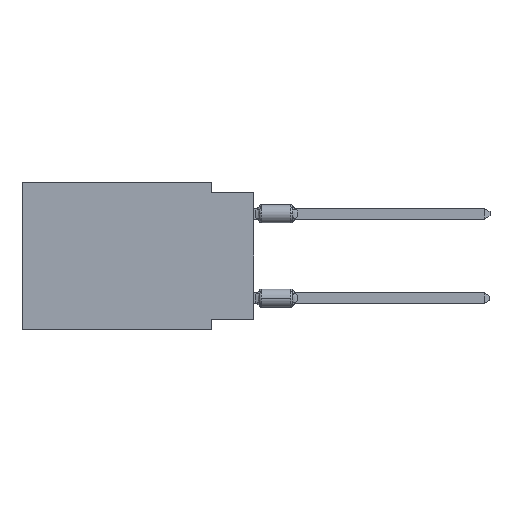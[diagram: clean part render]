
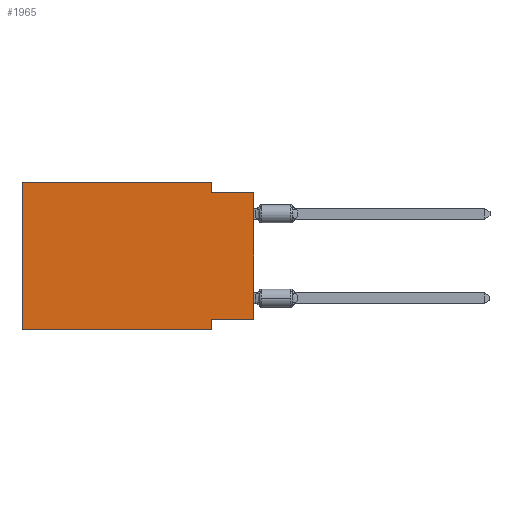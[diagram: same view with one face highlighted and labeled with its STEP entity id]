
A CAD part, left-side view. The second image highlights one B-rep face of the part: STEP entity #1965.
In plain terms, the highlighted planar face has unit normal (-1, 0, 0).
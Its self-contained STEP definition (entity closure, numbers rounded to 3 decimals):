
#246 = ORIENTED_EDGE ( 'NONE', *, *, #15601, .T. ) ;
#612 = LINE ( 'NONE', #10554, #4162 ) ;
#1554 = LINE ( 'NONE', #11766, #4617 ) ;
#1753 = VECTOR ( 'NONE', #15211, 1000. ) ;
#1900 = EDGE_CURVE ( 'NONE', #8525, #8752, #11311, .T. ) ;
#1965 = ADVANCED_FACE ( 'NONE', ( #15757 ), #10383, .F. ) ;
#2581 = CARTESIAN_POINT ( 'NONE',  ( 0., 0., -0.635 ) ) ;
#2587 = CARTESIAN_POINT ( 'NONE',  ( 0., 13.97, 0. ) ) ;
#3726 = CARTESIAN_POINT ( 'NONE',  ( 0., 0., 0. ) ) ;
#3845 = LINE ( 'NONE', #6544, #5001 ) ;
#4162 = VECTOR ( 'NONE', #6708, 1000. ) ;
#4617 = VECTOR ( 'NONE', #13263, 1000. ) ;
#4937 = VERTEX_POINT ( 'NONE', #10067 ) ;
#5001 = VECTOR ( 'NONE', #7883, 1000. ) ;
#5230 = ORIENTED_EDGE ( 'NONE', *, *, #15523, .F. ) ;
#5882 = LINE ( 'NONE', #16107, #11584 ) ;
#6001 = LINE ( 'NONE', #3726, #1753 ) ;
#6544 = CARTESIAN_POINT ( 'NONE',  ( 0., 2.54, -8.89 ) ) ;
#6573 = CARTESIAN_POINT ( 'NONE',  ( 0., 0., -8.255 ) ) ;
#6622 = CARTESIAN_POINT ( 'NONE',  ( 0., 13.97, 0. ) ) ;
#6708 = DIRECTION ( 'NONE',  ( 0., -1., 0. ) ) ;
#6914 = CARTESIAN_POINT ( 'NONE',  ( 0., 2.54, -8.255 ) ) ;
#6953 = DIRECTION ( 'NONE',  ( 1., 0., 0. ) ) ;
#7304 = VECTOR ( 'NONE', #7586, 1000. ) ;
#7381 = DIRECTION ( 'NONE',  ( 0., -1., 0. ) ) ;
#7586 = DIRECTION ( 'NONE',  ( 0., 1., 0. ) ) ;
#7697 = DIRECTION ( 'NONE',  ( 0., -1., 0. ) ) ;
#7713 = DIRECTION ( 'NONE',  ( 0., 0., -1. ) ) ;
#7883 = DIRECTION ( 'NONE',  ( 0., 0., -1. ) ) ;
#8509 = VERTEX_POINT ( 'NONE', #2581 ) ;
#8525 = VERTEX_POINT ( 'NONE', #11799 ) ;
#8752 = VERTEX_POINT ( 'NONE', #14537 ) ;
#8788 = EDGE_CURVE ( 'NONE', #8880, #8509, #6001, .T. ) ;
#8880 = VERTEX_POINT ( 'NONE', #6573 ) ;
#9549 = VECTOR ( 'NONE', #7713, 1000. ) ;
#9897 = EDGE_CURVE ( 'NONE', #8752, #8509, #612, .T. ) ;
#10052 = CARTESIAN_POINT ( 'NONE',  ( 0., 2.54, 0. ) ) ;
#10067 = CARTESIAN_POINT ( 'NONE',  ( 0., 13.97, 0. ) ) ;
#10096 = VERTEX_POINT ( 'NONE', #11468 ) ;
#10180 = CARTESIAN_POINT ( 'NONE',  ( 0., 0., -8.255 ) ) ;
#10205 = LINE ( 'NONE', #2587, #15421 ) ;
#10222 = EDGE_CURVE ( 'NONE', #4937, #8525, #10205, .T. ) ;
#10246 = ORIENTED_EDGE ( 'NONE', *, *, #10222, .F. ) ;
#10383 = PLANE ( 'NONE',  #11179 ) ;
#10483 = ORIENTED_EDGE ( 'NONE', *, *, #9897, .F. ) ;
#10551 = DIRECTION ( 'NONE',  ( 0., 0., -1. ) ) ;
#10554 = CARTESIAN_POINT ( 'NONE',  ( 0., 0., -0.635 ) ) ;
#10915 = EDGE_CURVE ( 'NONE', #11836, #11979, #3845, .T. ) ;
#11179 = AXIS2_PLACEMENT_3D ( 'NONE', #6622, #6953, #10551 ) ;
#11311 = LINE ( 'NONE', #10052, #9549 ) ;
#11468 = CARTESIAN_POINT ( 'NONE',  ( 0., 13.97, -8.89 ) ) ;
#11575 = EDGE_LOOP ( 'NONE', ( #12357, #10483, #15059, #10246, #5230, #246, #14433, #12324 ) ) ;
#11584 = VECTOR ( 'NONE', #7381, 1000. ) ;
#11766 = CARTESIAN_POINT ( 'NONE',  ( 0., 13.97, 0. ) ) ;
#11799 = CARTESIAN_POINT ( 'NONE',  ( 0., 2.54, 0. ) ) ;
#11836 = VERTEX_POINT ( 'NONE', #6914 ) ;
#11979 = VERTEX_POINT ( 'NONE', #13445 ) ;
#12324 = ORIENTED_EDGE ( 'NONE', *, *, #14912, .F. ) ;
#12357 = ORIENTED_EDGE ( 'NONE', *, *, #8788, .T. ) ;
#13263 = DIRECTION ( 'NONE',  ( 0., 0., 1. ) ) ;
#13445 = CARTESIAN_POINT ( 'NONE',  ( 0., 2.54, -8.89 ) ) ;
#14281 = LINE ( 'NONE', #10180, #7304 ) ;
#14433 = ORIENTED_EDGE ( 'NONE', *, *, #10915, .F. ) ;
#14537 = CARTESIAN_POINT ( 'NONE',  ( 0., 2.54, -0.635 ) ) ;
#14912 = EDGE_CURVE ( 'NONE', #8880, #11836, #14281, .T. ) ;
#15059 = ORIENTED_EDGE ( 'NONE', *, *, #1900, .F. ) ;
#15211 = DIRECTION ( 'NONE',  ( 0., 0., 1. ) ) ;
#15421 = VECTOR ( 'NONE', #7697, 1000. ) ;
#15523 = EDGE_CURVE ( 'NONE', #10096, #4937, #1554, .T. ) ;
#15601 = EDGE_CURVE ( 'NONE', #10096, #11979, #5882, .T. ) ;
#15757 = FACE_OUTER_BOUND ( 'NONE', #11575, .T. ) ;
#16107 = CARTESIAN_POINT ( 'NONE',  ( 0., 13.97, -8.89 ) ) ;
